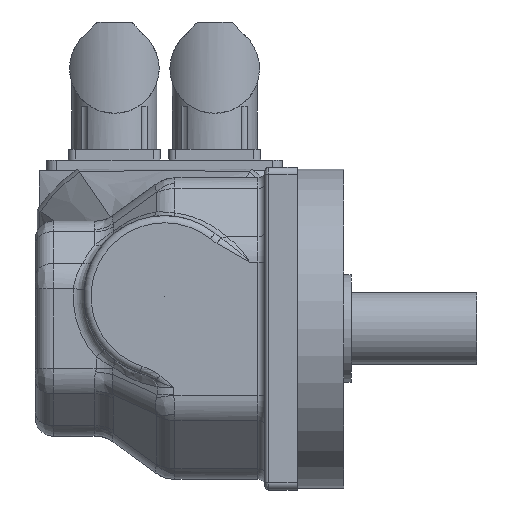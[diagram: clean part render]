
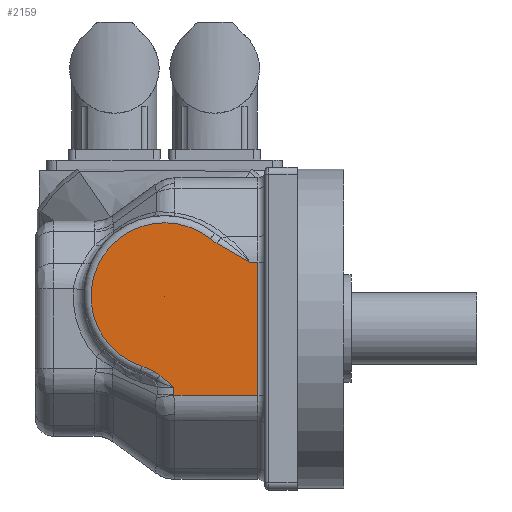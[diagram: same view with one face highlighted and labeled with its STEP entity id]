
A CAD part, front view. The second image highlights one B-rep face of the part: STEP entity #2159.
In plain terms, the highlighted face is planar.
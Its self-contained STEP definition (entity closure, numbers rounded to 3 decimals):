
#1008=FACE_BOUND('',#4114,.T.);
#1411=CIRCLE('',#15091,20.5);
#1412=CIRCLE('',#15092,0.046);
#2159=ADVANCED_FACE('',(#3186,#1008),#2770,.F.);
#2770=PLANE('',#15093);
#3186=FACE_OUTER_BOUND('',#4113,.T.);
#4113=EDGE_LOOP('',(#7318,#7319,#7320,#7321,#7322,#7323,#7324,#7325,#7326,
#7327));
#4114=EDGE_LOOP('',(#7328));
#5036=B_SPLINE_CURVE_WITH_KNOTS('',3,(#38838,#38839,#38840,#38841,#38842,
#38843,#38844,#38845,#38846,#38847),.UNSPECIFIED.,.F.,.F.,(4,1,1,2,2,4),
(0.,0.25,0.375,0.437,0.5,1.),.UNSPECIFIED.);
#5037=B_SPLINE_CURVE_WITH_KNOTS('',3,(#38850,#38851,#38852,#38853,#38854,
#38855,#38856,#38857,#38858,#38859,#38860,#38861,#38862,#38863,#38864,#38865,
#38866,#38867,#38868,#38869,#38870,#38871,#38872,#38873,#38874,#38875,#38876),
.UNSPECIFIED.,.F.,.F.,(4,1,1,1,2,2,2,2,1,1,2,2,1,1,2,2,4),(0.,0.125,0.188,
0.219,0.234,0.25,0.313,
0.375,0.438,0.469,0.484,
0.5,0.625,0.688,0.719,
0.75,1.),.UNSPECIFIED.);
#5038=B_SPLINE_CURVE_WITH_KNOTS('',3,(#38880,#38881,#38882,#38883),.UNSPECIFIED.,
.F.,.F.,(4,4),(0.,1.),.UNSPECIFIED.);
#5039=B_SPLINE_CURVE_WITH_KNOTS('',3,(#38886,#38887,#38888,#38889,#38890,
#38891,#38892,#38893,#38894,#38895,#38896,#38897,#38898,#38899,#38900,#38901,
#38902,#38903,#38904,#38905,#38906,#38907,#38908,#38909,#38910,#38911,#38912,
#38913,#38914,#38915,#38916,#38917,#38918,#38919,#38920,#38921,#38922,#38923,
#38924),.UNSPECIFIED.,.F.,.F.,(4,1,1,1,2,2,1,1,1,2,2,2,2,1,1,1,2,2,1,2,2,
1,2,2,4),(0.,0.125,0.187,0.219,0.234,
0.25,0.312,0.344,0.359,0.367,
0.375,0.437,0.5,0.562,0.594,
0.609,0.617,0.625,0.687,0.719,
0.75,0.812,0.844,0.875,
1.),.UNSPECIFIED.);
#5040=B_SPLINE_CURVE_WITH_KNOTS('',3,(#38926,#38927,#38928,#38929),.UNSPECIFIED.,
.F.,.F.,(4,4),(0.,1.),.UNSPECIFIED.);
#7318=ORIENTED_EDGE('',*,*,#12097,.T.);
#7319=ORIENTED_EDGE('',*,*,#12098,.T.);
#7320=ORIENTED_EDGE('',*,*,#12099,.T.);
#7321=ORIENTED_EDGE('',*,*,#12100,.T.);
#7322=ORIENTED_EDGE('',*,*,#12101,.T.);
#7323=ORIENTED_EDGE('',*,*,#12037,.T.);
#7324=ORIENTED_EDGE('',*,*,#12088,.T.);
#7325=ORIENTED_EDGE('',*,*,#12102,.T.);
#7326=ORIENTED_EDGE('',*,*,#12103,.T.);
#7327=ORIENTED_EDGE('',*,*,#12104,.T.);
#7328=ORIENTED_EDGE('',*,*,#12105,.T.);
#10378=VERTEX_POINT('',#37940);
#10385=VERTEX_POINT('',#37964);
#10411=VERTEX_POINT('',#38809);
#10416=VERTEX_POINT('',#38848);
#10417=VERTEX_POINT('',#38849);
#10418=VERTEX_POINT('',#38877);
#10419=VERTEX_POINT('',#38879);
#10420=VERTEX_POINT('',#38884);
#10421=VERTEX_POINT('',#38925);
#10422=VERTEX_POINT('',#38930);
#10423=VERTEX_POINT('',#38933);
#12037=EDGE_CURVE('',#10385,#10378,#13562,.T.);
#12088=EDGE_CURVE('',#10378,#10411,#13578,.T.);
#12097=EDGE_CURVE('',#10416,#10417,#5036,.T.);
#12098=EDGE_CURVE('',#10417,#10418,#5037,.T.);
#12099=EDGE_CURVE('',#10418,#10419,#13581,.T.);
#12100=EDGE_CURVE('',#10419,#10420,#5038,.T.);
#12101=EDGE_CURVE('',#10420,#10385,#13582,.T.);
#12102=EDGE_CURVE('',#10411,#10421,#5039,.T.);
#12103=EDGE_CURVE('',#10421,#10422,#5040,.T.);
#12104=EDGE_CURVE('',#10422,#10416,#1411,.T.);
#12105=EDGE_CURVE('',#10423,#10423,#1412,.T.);
#13562=LINE('',#37965,#14158);
#13578=LINE('',#38810,#14174);
#13581=LINE('',#38878,#14177);
#13582=LINE('',#38885,#14178);
#14158=VECTOR('',#17225,1.);
#14174=VECTOR('',#17299,1.);
#14177=VECTOR('',#17324,1.);
#14178=VECTOR('',#17325,1.);
#15091=AXIS2_PLACEMENT_3D('',#38931,#17326,#17327);
#15092=AXIS2_PLACEMENT_3D('',#38932,#17328,#17329);
#15093=AXIS2_PLACEMENT_3D('',#38934,#17330,#17331);
#17225=DIRECTION('',(0.,-1.,0.));
#17299=DIRECTION('',(-1.,0.,0.));
#17324=DIRECTION('',(0.,1.,0.));
#17325=DIRECTION('',(1.,0.,0.));
#17326=DIRECTION('',(0.,0.,-1.));
#17327=DIRECTION('',(0.,-1.,0.));
#17328=DIRECTION('',(0.,0.,1.));
#17329=DIRECTION('',(1.,0.,0.));
#17330=DIRECTION('',(0.,0.,1.));
#17331=DIRECTION('',(0.,-1.,0.));
#37940=CARTESIAN_POINT('',(26.,-18.558,-42.));
#37964=CARTESIAN_POINT('',(26.,18.558,-42.));
#37965=CARTESIAN_POINT('',(26.,-18.558,-42.));
#38809=CARTESIAN_POINT('',(23.641,-18.558,-42.));
#38810=CARTESIAN_POINT('',(40.,-18.558,-42.));
#38838=CARTESIAN_POINT('',(-6.311,10.504,-42.));
#38839=CARTESIAN_POINT('',(-5.838,10.657,-42.));
#38840=CARTESIAN_POINT('',(-5.155,10.903,-42.));
#38841=CARTESIAN_POINT('',(-4.404,11.219,-42.));
#38842=CARTESIAN_POINT('',(-4.092,11.36,-42.));
#38843=CARTESIAN_POINT('',(-3.887,11.456,-42.));
#38844=CARTESIAN_POINT('',(-3.803,11.496,-42.));
#38845=CARTESIAN_POINT('',(-2.736,12.017,-42.));
#38846=CARTESIAN_POINT('',(-1.934,12.518,-42.));
#38847=CARTESIAN_POINT('',(-1.279,13.057,-42.));
#38848=CARTESIAN_POINT('',(-6.311,10.504,-42.));
#38849=CARTESIAN_POINT('',(-1.279,13.057,-42.));
#38850=CARTESIAN_POINT('',(-1.279,13.057,-42.));
#38851=CARTESIAN_POINT('',(-1.141,13.171,-42.));
#38852=CARTESIAN_POINT('',(-0.916,13.36,-42.));
#38853=CARTESIAN_POINT('',(-0.625,13.614,-42.));
#38854=CARTESIAN_POINT('',(-0.471,13.749,-42.));
#38855=CARTESIAN_POINT('',(-0.404,13.809,-42.));
#38856=CARTESIAN_POINT('',(-0.359,13.849,-42.));
#38857=CARTESIAN_POINT('',(-0.327,13.877,-42.));
#38858=CARTESIAN_POINT('',(-0.256,13.941,-42.));
#38859=CARTESIAN_POINT('',(-0.187,14.002,-42.));
#38860=CARTESIAN_POINT('',(-0.029,14.144,-42.));
#38861=CARTESIAN_POINT('',(0.049,14.214,-42.));
#38862=CARTESIAN_POINT('',(0.274,14.417,-42.));
#38863=CARTESIAN_POINT('',(0.417,14.546,-42.));
#38864=CARTESIAN_POINT('',(0.541,14.657,-42.));
#38865=CARTESIAN_POINT('',(0.585,14.696,-42.));
#38866=CARTESIAN_POINT('',(0.612,14.72,-42.));
#38867=CARTESIAN_POINT('',(0.613,14.721,-42.));
#38868=CARTESIAN_POINT('',(0.82,14.907,-42.));
#38869=CARTESIAN_POINT('',(1.078,15.135,-42.));
#38870=CARTESIAN_POINT('',(1.349,15.368,-42.));
#38871=CARTESIAN_POINT('',(1.458,15.46,-42.));
#38872=CARTESIAN_POINT('',(1.529,15.52,-42.));
#38873=CARTESIAN_POINT('',(1.555,15.542,-42.));
#38874=CARTESIAN_POINT('',(1.943,15.866,-42.));
#38875=CARTESIAN_POINT('',(2.277,16.129,-42.));
#38876=CARTESIAN_POINT('',(2.601,16.367,-42.));
#38877=CARTESIAN_POINT('',(2.601,16.367,-42.));
#38878=CARTESIAN_POINT('',(2.601,18.558,-42.));
#38879=CARTESIAN_POINT('',(2.601,18.361,-42.));
#38880=CARTESIAN_POINT('',(2.601,18.361,-42.));
#38881=CARTESIAN_POINT('',(2.601,18.425,-42.));
#38882=CARTESIAN_POINT('',(2.606,18.491,-42.));
#38883=CARTESIAN_POINT('',(2.615,18.558,-42.));
#38884=CARTESIAN_POINT('',(2.615,18.558,-42.));
#38885=CARTESIAN_POINT('',(40.,18.558,-42.));
#38886=CARTESIAN_POINT('',(23.641,-18.558,-42.));
#38887=CARTESIAN_POINT('',(23.319,-18.766,-42.));
#38888=CARTESIAN_POINT('',(22.8,-19.088,-42.));
#38889=CARTESIAN_POINT('',(22.129,-19.481,-42.));
#38890=CARTESIAN_POINT('',(21.778,-19.682,-42.));
#38891=CARTESIAN_POINT('',(21.624,-19.769,-42.));
#38892=CARTESIAN_POINT('',(21.52,-19.827,-42.));
#38893=CARTESIAN_POINT('',(21.457,-19.862,-42.));
#38894=CARTESIAN_POINT('',(21.249,-19.979,-42.));
#38895=CARTESIAN_POINT('',(20.982,-20.126,-42.));
#38896=CARTESIAN_POINT('',(20.64,-20.312,-42.));
#38897=CARTESIAN_POINT('',(20.462,-20.409,-42.));
#38898=CARTESIAN_POINT('',(20.384,-20.451,-42.));
#38899=CARTESIAN_POINT('',(20.331,-20.479,-42.));
#38900=CARTESIAN_POINT('',(20.293,-20.5,-42.));
#38901=CARTESIAN_POINT('',(20.163,-20.57,-42.));
#38902=CARTESIAN_POINT('',(20.01,-20.652,-42.));
#38903=CARTESIAN_POINT('',(19.628,-20.855,-42.));
#38904=CARTESIAN_POINT('',(19.389,-20.983,-42.));
#38905=CARTESIAN_POINT('',(18.88,-21.254,-42.));
#38906=CARTESIAN_POINT('',(18.546,-21.432,-42.));
#38907=CARTESIAN_POINT('',(18.241,-21.595,-42.));
#38908=CARTESIAN_POINT('',(18.109,-21.666,-42.));
#38909=CARTESIAN_POINT('',(18.057,-21.694,-42.));
#38910=CARTESIAN_POINT('',(18.024,-21.712,-42.));
#38911=CARTESIAN_POINT('',(18.018,-21.715,-42.));
#38912=CARTESIAN_POINT('',(17.78,-21.843,-42.));
#38913=CARTESIAN_POINT('',(17.48,-22.006,-42.));
#38914=CARTESIAN_POINT('',(17.204,-22.158,-42.));
#38915=CARTESIAN_POINT('',(17.025,-22.257,-42.));
#38916=CARTESIAN_POINT('',(16.957,-22.295,-42.));
#38917=CARTESIAN_POINT('',(16.651,-22.466,-42.));
#38918=CARTESIAN_POINT('',(16.358,-22.632,-42.));
#38919=CARTESIAN_POINT('',(16.083,-22.791,-42.));
#38920=CARTESIAN_POINT('',(15.905,-22.896,-42.));
#38921=CARTESIAN_POINT('',(15.83,-22.94,-42.));
#38922=CARTESIAN_POINT('',(15.341,-23.231,-42.));
#38923=CARTESIAN_POINT('',(14.974,-23.459,-42.));
#38924=CARTESIAN_POINT('',(14.631,-23.682,-42.));
#38925=CARTESIAN_POINT('',(14.631,-23.682,-42.));
#38926=CARTESIAN_POINT('',(14.631,-23.682,-42.));
#38927=CARTESIAN_POINT('',(14.042,-24.066,-42.));
#38928=CARTESIAN_POINT('',(13.423,-24.517,-42.));
#38929=CARTESIAN_POINT('',(12.775,-25.033,-42.));
#38930=CARTESIAN_POINT('',(12.775,-25.033,-42.));
#38931=CARTESIAN_POINT('',(0.,-9.,-42.));
#38932=CARTESIAN_POINT('',(0.,-9.,-42.));
#38933=CARTESIAN_POINT('',(0.046,-9.,-42.));
#38934=CARTESIAN_POINT('',(40.,22.7,-42.));
